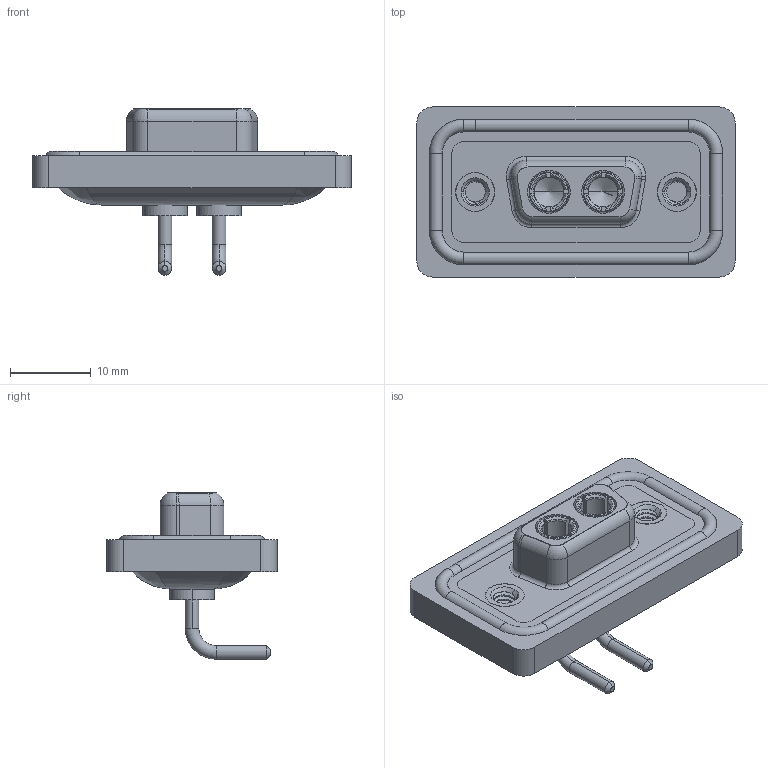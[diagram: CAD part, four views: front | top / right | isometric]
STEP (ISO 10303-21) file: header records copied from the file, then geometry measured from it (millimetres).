
FILE_DESCRIPTION (( 'STEP AP203' ), '1' );
FILE_NAME ('630W2W2-140-1NA.STEP', '2024-04-11T20:51:49', ( '' ), ( '' ), 'SwSTEP 2.0', 'SolidWorks 2023', '' );
FILE_SCHEMA (( 'CONFIG_CONTROL_DESIGN' ));
Length unit declared in the file: millimetre
Products named in the file (7): 630W2W2-140-1NA; Power Socket_10A RA; 630Combo Housing_2W2; 630Combo Threaded Rivet_A; 630Combo Shell Rear_09 Contacts; 630Combo Shell Front_09 Contacts; 630Combo Waterproof Housing_09 Contacts
Assembly tree (8 placements, depth 2):
  630W2W2-140-1NA
    630Combo Housing_2W2
    630Combo Shell Front_09 Contacts
    630Combo Shell Rear_09 Contacts
    630Combo Threaded Rivet_A  x2
    Power Socket_10A RA  x2
    630Combo Waterproof Housing_09 Contacts
Bounding box: 39.5 x 21.1 x 20.65 mm (x, y, z)
Volume: 4693.1 mm3; surface area: 7687.5 mm2
Topology: 11 solids, 11 shells, 536 faces, 1347 edges, 848 vertices
Faces by surface type: cylinder 236, plane 163, torus 83, cone 42, bspline 12
Entity records: 15621 total; most frequent: CARTESIAN_POINT 4416, DIRECTION 2291, ORIENTED_EDGE 2142, EDGE_CURVE 1071, AXIS2_PLACEMENT_3D 915, VERTEX_POINT 675, CIRCLE 479, EDGE_LOOP 474
